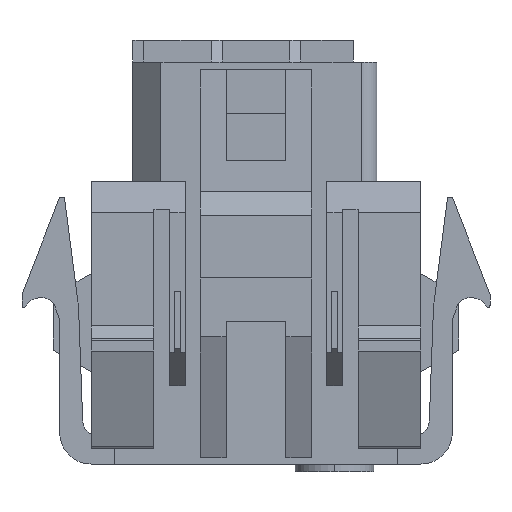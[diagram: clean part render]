
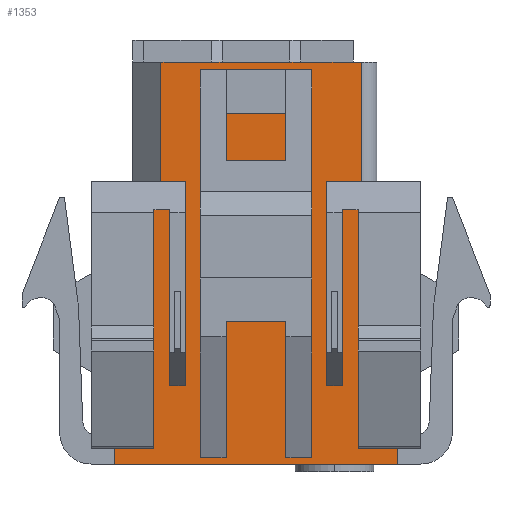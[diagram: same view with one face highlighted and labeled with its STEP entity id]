
A CAD part, left-side view. The second image highlights one B-rep face of the part: STEP entity #1353.
In plain terms, the highlighted planar face has unit normal (-1, 0, 0).
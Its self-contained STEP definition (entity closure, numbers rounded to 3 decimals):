
#1153=AXIS2_PLACEMENT_3D('Plane Axis2P3D',#1150,#1151,#1152) ;
#215=CARTESIAN_POINT('Vertex',(6.1,20.95,26.1)) ;
#218=CARTESIAN_POINT('Line Origine',(6.1,19.35,26.1)) ;
#222=CARTESIAN_POINT('Vertex',(6.1,17.75,26.1)) ;
#472=CARTESIAN_POINT('Line Origine',(6.1,17.4,26.1)) ;
#476=CARTESIAN_POINT('Vertex',(6.1,17.05,26.1)) ;
#564=CARTESIAN_POINT('Vertex',(6.1,12.75,26.1)) ;
#586=CARTESIAN_POINT('Line Origine',(6.1,12.4,26.1)) ;
#590=CARTESIAN_POINT('Vertex',(6.1,12.05,26.1)) ;
#1135=CARTESIAN_POINT('Vertex',(6.1,20.95,18.5)) ;
#1138=CARTESIAN_POINT('Line Origine',(6.1,20.95,22.3)) ;
#1150=CARTESIAN_POINT('Axis2P3D Location',(6.1,23.9,0.)) ;
#1155=CARTESIAN_POINT('Line Origine',(6.1,22.15,16.7)) ;
#1159=CARTESIAN_POINT('Vertex',(6.1,23.9,16.7)) ;
#1161=CARTESIAN_POINT('Vertex',(6.1,20.4,16.7)) ;
#1164=CARTESIAN_POINT('Line Origine',(6.1,23.9,8.6)) ;
#1168=CARTESIAN_POINT('Vertex',(6.1,23.9,0.5)) ;
#1171=CARTESIAN_POINT('Line Origine',(6.1,14.9,0.5)) ;
#1175=CARTESIAN_POINT('Vertex',(6.1,5.9,0.5)) ;
#1178=CARTESIAN_POINT('Line Origine',(6.1,5.9,8.6)) ;
#1182=CARTESIAN_POINT('Vertex',(6.1,5.9,16.7)) ;
#1185=CARTESIAN_POINT('Line Origine',(6.1,7.65,16.7)) ;
#1189=CARTESIAN_POINT('Vertex',(6.1,9.4,16.7)) ;
#1192=CARTESIAN_POINT('Line Origine',(6.1,9.4,11.1)) ;
#1196=CARTESIAN_POINT('Vertex',(6.1,9.4,5.5)) ;
#1199=CARTESIAN_POINT('Line Origine',(6.1,9.9,5.5)) ;
#1203=CARTESIAN_POINT('Vertex',(6.1,10.4,5.5)) ;
#1206=CARTESIAN_POINT('Line Origine',(6.1,10.4,12.)) ;
#1210=CARTESIAN_POINT('Vertex',(6.1,10.4,18.5)) ;
#1213=CARTESIAN_POINT('Line Origine',(6.1,9.3,18.5)) ;
#1217=CARTESIAN_POINT('Vertex',(6.1,8.2,18.5)) ;
#1220=CARTESIAN_POINT('Line Origine',(6.1,8.2,22.3)) ;
#1224=CARTESIAN_POINT('Vertex',(6.1,8.2,26.1)) ;
#1227=CARTESIAN_POINT('Line Origine',(6.1,10.125,26.1)) ;
#1232=CARTESIAN_POINT('Line Origine',(6.1,14.9,26.1)) ;
#1237=CARTESIAN_POINT('Line Origine',(6.1,20.175,18.5)) ;
#1241=CARTESIAN_POINT('Vertex',(6.1,19.4,18.5)) ;
#1244=CARTESIAN_POINT('Line Origine',(6.1,19.4,12.)) ;
#1248=CARTESIAN_POINT('Vertex',(6.1,19.4,5.5)) ;
#1251=CARTESIAN_POINT('Line Origine',(6.1,19.9,5.5)) ;
#1255=CARTESIAN_POINT('Vertex',(6.1,20.4,5.5)) ;
#1258=CARTESIAN_POINT('Line Origine',(6.1,20.4,11.1)) ;
#1285=CARTESIAN_POINT('Line Origine',(6.1,17.625,0.9)) ;
#1289=CARTESIAN_POINT('Vertex',(6.1,18.45,0.9)) ;
#1291=CARTESIAN_POINT('Vertex',(6.1,16.8,0.9)) ;
#1294=CARTESIAN_POINT('Line Origine',(6.1,18.45,5.25)) ;
#1298=CARTESIAN_POINT('Vertex',(6.1,18.45,9.6)) ;
#1301=CARTESIAN_POINT('Line Origine',(6.1,17.625,9.6)) ;
#1305=CARTESIAN_POINT('Vertex',(6.1,16.8,9.6)) ;
#1308=CARTESIAN_POINT('Line Origine',(6.1,16.8,5.25)) ;
#1319=CARTESIAN_POINT('Line Origine',(6.1,12.175,9.6)) ;
#1323=CARTESIAN_POINT('Vertex',(6.1,13.,9.6)) ;
#1325=CARTESIAN_POINT('Vertex',(6.1,11.35,9.6)) ;
#1328=CARTESIAN_POINT('Line Origine',(6.1,11.35,5.25)) ;
#1332=CARTESIAN_POINT('Vertex',(6.1,11.35,0.9)) ;
#1335=CARTESIAN_POINT('Line Origine',(6.1,12.175,0.9)) ;
#1339=CARTESIAN_POINT('Vertex',(6.1,13.,0.9)) ;
#1342=CARTESIAN_POINT('Line Origine',(6.1,13.,5.25)) ;
#219=DIRECTION('Vector Direction',(0.,-1.,0.)) ;
#473=DIRECTION('Vector Direction',(0.,1.,0.)) ;
#587=DIRECTION('Vector Direction',(0.,1.,0.)) ;
#1139=DIRECTION('Vector Direction',(0.,0.,1.)) ;
#1151=DIRECTION('Axis2P3D Direction',(-1.,0.,0.)) ;
#1152=DIRECTION('Axis2P3D XDirection',(0.,-1.,0.)) ;
#1156=DIRECTION('Vector Direction',(0.,1.,0.)) ;
#1165=DIRECTION('Vector Direction',(0.,0.,1.)) ;
#1172=DIRECTION('Vector Direction',(0.,-1.,0.)) ;
#1179=DIRECTION('Vector Direction',(0.,0.,1.)) ;
#1186=DIRECTION('Vector Direction',(0.,1.,0.)) ;
#1193=DIRECTION('Vector Direction',(0.,0.,-1.)) ;
#1200=DIRECTION('Vector Direction',(0.,1.,0.)) ;
#1207=DIRECTION('Vector Direction',(0.,0.,-1.)) ;
#1214=DIRECTION('Vector Direction',(0.,1.,0.)) ;
#1221=DIRECTION('Vector Direction',(0.,0.,1.)) ;
#1228=DIRECTION('Vector Direction',(0.,-1.,0.)) ;
#1233=DIRECTION('Vector Direction',(0.,-1.,0.)) ;
#1238=DIRECTION('Vector Direction',(0.,1.,0.)) ;
#1245=DIRECTION('Vector Direction',(0.,0.,-1.)) ;
#1252=DIRECTION('Vector Direction',(0.,1.,0.)) ;
#1259=DIRECTION('Vector Direction',(0.,0.,-1.)) ;
#1286=DIRECTION('Vector Direction',(0.,-1.,0.)) ;
#1295=DIRECTION('Vector Direction',(0.,0.,-1.)) ;
#1302=DIRECTION('Vector Direction',(0.,-1.,0.)) ;
#1309=DIRECTION('Vector Direction',(0.,0.,-1.)) ;
#1320=DIRECTION('Vector Direction',(0.,-1.,0.)) ;
#1329=DIRECTION('Vector Direction',(0.,0.,-1.)) ;
#1336=DIRECTION('Vector Direction',(0.,-1.,0.)) ;
#1343=DIRECTION('Vector Direction',(0.,0.,-1.)) ;
#220=VECTOR('Line Direction',#219,1.) ;
#474=VECTOR('Line Direction',#473,1.) ;
#588=VECTOR('Line Direction',#587,1.) ;
#1140=VECTOR('Line Direction',#1139,1.) ;
#1157=VECTOR('Line Direction',#1156,1.) ;
#1166=VECTOR('Line Direction',#1165,1.) ;
#1173=VECTOR('Line Direction',#1172,1.) ;
#1180=VECTOR('Line Direction',#1179,1.) ;
#1187=VECTOR('Line Direction',#1186,1.) ;
#1194=VECTOR('Line Direction',#1193,1.) ;
#1201=VECTOR('Line Direction',#1200,1.) ;
#1208=VECTOR('Line Direction',#1207,1.) ;
#1215=VECTOR('Line Direction',#1214,1.) ;
#1222=VECTOR('Line Direction',#1221,1.) ;
#1229=VECTOR('Line Direction',#1228,1.) ;
#1234=VECTOR('Line Direction',#1233,1.) ;
#1239=VECTOR('Line Direction',#1238,1.) ;
#1246=VECTOR('Line Direction',#1245,1.) ;
#1253=VECTOR('Line Direction',#1252,1.) ;
#1260=VECTOR('Line Direction',#1259,1.) ;
#1287=VECTOR('Line Direction',#1286,1.) ;
#1296=VECTOR('Line Direction',#1295,1.) ;
#1303=VECTOR('Line Direction',#1302,1.) ;
#1310=VECTOR('Line Direction',#1309,1.) ;
#1321=VECTOR('Line Direction',#1320,1.) ;
#1330=VECTOR('Line Direction',#1329,1.) ;
#1337=VECTOR('Line Direction',#1336,1.) ;
#1344=VECTOR('Line Direction',#1343,1.) ;
#1264=ORIENTED_EDGE('',*,*,#1163,.F.) ;
#1265=ORIENTED_EDGE('',*,*,#1170,.F.) ;
#1266=ORIENTED_EDGE('',*,*,#1177,.T.) ;
#1267=ORIENTED_EDGE('',*,*,#1184,.T.) ;
#1268=ORIENTED_EDGE('',*,*,#1191,.T.) ;
#1269=ORIENTED_EDGE('',*,*,#1198,.F.) ;
#1270=ORIENTED_EDGE('',*,*,#1205,.T.) ;
#1271=ORIENTED_EDGE('',*,*,#1212,.T.) ;
#1272=ORIENTED_EDGE('',*,*,#1219,.F.) ;
#1273=ORIENTED_EDGE('',*,*,#1226,.T.) ;
#1274=ORIENTED_EDGE('',*,*,#1231,.F.) ;
#1275=ORIENTED_EDGE('',*,*,#592,.F.) ;
#1276=ORIENTED_EDGE('',*,*,#1236,.F.) ;
#1277=ORIENTED_EDGE('',*,*,#478,.F.) ;
#1278=ORIENTED_EDGE('',*,*,#224,.F.) ;
#1279=ORIENTED_EDGE('',*,*,#1142,.F.) ;
#1280=ORIENTED_EDGE('',*,*,#1243,.T.) ;
#1281=ORIENTED_EDGE('',*,*,#1250,.F.) ;
#1282=ORIENTED_EDGE('',*,*,#1257,.F.) ;
#1283=ORIENTED_EDGE('',*,*,#1262,.T.) ;
#1314=ORIENTED_EDGE('',*,*,#1293,.F.) ;
#1315=ORIENTED_EDGE('',*,*,#1300,.T.) ;
#1316=ORIENTED_EDGE('',*,*,#1307,.T.) ;
#1317=ORIENTED_EDGE('',*,*,#1312,.F.) ;
#1348=ORIENTED_EDGE('',*,*,#1327,.T.) ;
#1349=ORIENTED_EDGE('',*,*,#1334,.F.) ;
#1350=ORIENTED_EDGE('',*,*,#1341,.F.) ;
#1351=ORIENTED_EDGE('',*,*,#1346,.T.) ;
#1318=FACE_BOUND('',#1313,.T.) ;
#1352=FACE_BOUND('',#1347,.T.) ;
#1353=ADVANCED_FACE('Hauptkoerper',(#1284,#1318,#1352),#1154,.T.) ;
#224=EDGE_CURVE('',#216,#223,#221,.T.) ;
#478=EDGE_CURVE('',#223,#477,#475,.F.) ;
#592=EDGE_CURVE('',#565,#591,#589,.F.) ;
#1142=EDGE_CURVE('',#1136,#216,#1141,.T.) ;
#1163=EDGE_CURVE('',#1160,#1162,#1158,.F.) ;
#1170=EDGE_CURVE('',#1169,#1160,#1167,.T.) ;
#1177=EDGE_CURVE('',#1169,#1176,#1174,.T.) ;
#1184=EDGE_CURVE('',#1176,#1183,#1181,.T.) ;
#1191=EDGE_CURVE('',#1183,#1190,#1188,.T.) ;
#1198=EDGE_CURVE('',#1197,#1190,#1195,.F.) ;
#1205=EDGE_CURVE('',#1197,#1204,#1202,.T.) ;
#1212=EDGE_CURVE('',#1204,#1211,#1209,.F.) ;
#1219=EDGE_CURVE('',#1218,#1211,#1216,.T.) ;
#1226=EDGE_CURVE('',#1218,#1225,#1223,.T.) ;
#1231=EDGE_CURVE('',#591,#1225,#1230,.T.) ;
#1236=EDGE_CURVE('',#477,#565,#1235,.T.) ;
#1243=EDGE_CURVE('',#1136,#1242,#1240,.F.) ;
#1250=EDGE_CURVE('',#1249,#1242,#1247,.F.) ;
#1257=EDGE_CURVE('',#1256,#1249,#1254,.F.) ;
#1262=EDGE_CURVE('',#1256,#1162,#1261,.F.) ;
#1293=EDGE_CURVE('',#1290,#1292,#1288,.T.) ;
#1300=EDGE_CURVE('',#1290,#1299,#1297,.F.) ;
#1307=EDGE_CURVE('',#1299,#1306,#1304,.T.) ;
#1312=EDGE_CURVE('',#1292,#1306,#1311,.F.) ;
#1327=EDGE_CURVE('',#1324,#1326,#1322,.T.) ;
#1334=EDGE_CURVE('',#1333,#1326,#1331,.F.) ;
#1341=EDGE_CURVE('',#1340,#1333,#1338,.T.) ;
#1346=EDGE_CURVE('',#1340,#1324,#1345,.F.) ;
#1263=EDGE_LOOP('',(#1264,#1265,#1266,#1267,#1268,#1269,#1270,#1271,#1272,#1273,#1274,#1275,#1276,#1277,#1278,#1279,#1280,#1281,#1282,#1283)) ;
#1313=EDGE_LOOP('',(#1314,#1315,#1316,#1317)) ;
#1347=EDGE_LOOP('',(#1348,#1349,#1350,#1351)) ;
#1284=FACE_OUTER_BOUND('',#1263,.T.) ;
#221=LINE('Line',#218,#220) ;
#475=LINE('Line',#472,#474) ;
#589=LINE('Line',#586,#588) ;
#1141=LINE('Line',#1138,#1140) ;
#1158=LINE('Line',#1155,#1157) ;
#1167=LINE('Line',#1164,#1166) ;
#1174=LINE('Line',#1171,#1173) ;
#1181=LINE('Line',#1178,#1180) ;
#1188=LINE('Line',#1185,#1187) ;
#1195=LINE('Line',#1192,#1194) ;
#1202=LINE('Line',#1199,#1201) ;
#1209=LINE('Line',#1206,#1208) ;
#1216=LINE('Line',#1213,#1215) ;
#1223=LINE('Line',#1220,#1222) ;
#1230=LINE('Line',#1227,#1229) ;
#1235=LINE('Line',#1232,#1234) ;
#1240=LINE('Line',#1237,#1239) ;
#1247=LINE('Line',#1244,#1246) ;
#1254=LINE('Line',#1251,#1253) ;
#1261=LINE('Line',#1258,#1260) ;
#1288=LINE('Line',#1285,#1287) ;
#1297=LINE('Line',#1294,#1296) ;
#1304=LINE('Line',#1301,#1303) ;
#1311=LINE('Line',#1308,#1310) ;
#1322=LINE('Line',#1319,#1321) ;
#1331=LINE('Line',#1328,#1330) ;
#1338=LINE('Line',#1335,#1337) ;
#1345=LINE('Line',#1342,#1344) ;
#1154=PLANE('',#1153) ;
#216=VERTEX_POINT('',#215) ;
#223=VERTEX_POINT('',#222) ;
#477=VERTEX_POINT('',#476) ;
#565=VERTEX_POINT('',#564) ;
#591=VERTEX_POINT('',#590) ;
#1136=VERTEX_POINT('',#1135) ;
#1160=VERTEX_POINT('',#1159) ;
#1162=VERTEX_POINT('',#1161) ;
#1169=VERTEX_POINT('',#1168) ;
#1176=VERTEX_POINT('',#1175) ;
#1183=VERTEX_POINT('',#1182) ;
#1190=VERTEX_POINT('',#1189) ;
#1197=VERTEX_POINT('',#1196) ;
#1204=VERTEX_POINT('',#1203) ;
#1211=VERTEX_POINT('',#1210) ;
#1218=VERTEX_POINT('',#1217) ;
#1225=VERTEX_POINT('',#1224) ;
#1242=VERTEX_POINT('',#1241) ;
#1249=VERTEX_POINT('',#1248) ;
#1256=VERTEX_POINT('',#1255) ;
#1290=VERTEX_POINT('',#1289) ;
#1292=VERTEX_POINT('',#1291) ;
#1299=VERTEX_POINT('',#1298) ;
#1306=VERTEX_POINT('',#1305) ;
#1324=VERTEX_POINT('',#1323) ;
#1326=VERTEX_POINT('',#1325) ;
#1333=VERTEX_POINT('',#1332) ;
#1340=VERTEX_POINT('',#1339) ;
